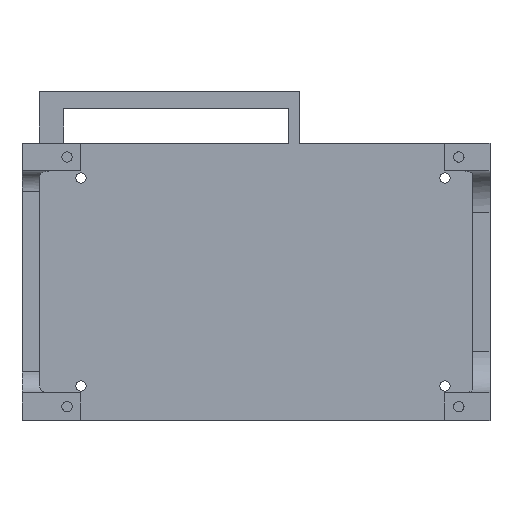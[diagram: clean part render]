
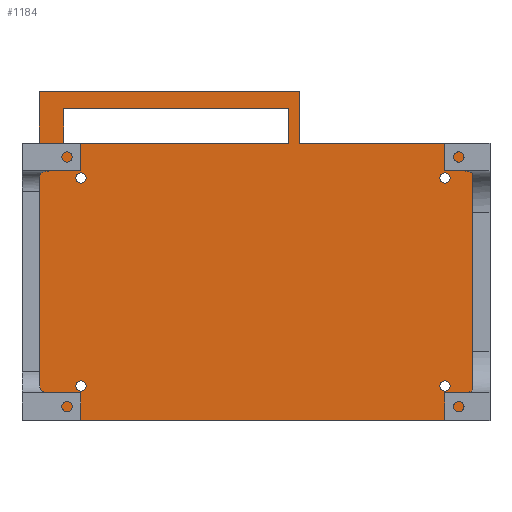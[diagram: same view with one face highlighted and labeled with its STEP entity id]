
A CAD part, top view. The second image highlights one B-rep face of the part: STEP entity #1184.
In plain terms, the highlighted planar face has unit normal (0, 0, 1).
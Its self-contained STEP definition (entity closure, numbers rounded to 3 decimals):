
#26=FACE_BOUND('',#167,.T.);
#27=FACE_BOUND('',#168,.T.);
#28=FACE_BOUND('',#169,.T.);
#29=FACE_BOUND('',#170,.T.);
#30=FACE_BOUND('',#171,.T.);
#54=PLANE('',#1275);
#96=FACE_OUTER_BOUND('',#166,.T.);
#166=EDGE_LOOP('',(#941,#942,#943,#944,#945,#946,#947));
#167=EDGE_LOOP('',(#948,#949,#950,#951));
#168=EDGE_LOOP('',(#952));
#169=EDGE_LOOP('',(#953));
#170=EDGE_LOOP('',(#954));
#171=EDGE_LOOP('',(#955));
#249=CIRCLE('',#1276,1.5);
#250=CIRCLE('',#1277,1.5);
#251=CIRCLE('',#1278,1.5);
#252=CIRCLE('',#1279,1.5);
#275=LINE('',#1718,#393);
#291=LINE('',#1769,#409);
#302=LINE('',#1837,#420);
#316=LINE('',#1920,#434);
#335=LINE('',#1965,#453);
#336=LINE('',#1967,#454);
#337=LINE('',#1968,#455);
#338=LINE('',#1971,#456);
#339=LINE('',#1973,#457);
#340=LINE('',#1975,#458);
#341=LINE('',#1976,#459);
#393=VECTOR('',#1355,10.);
#409=VECTOR('',#1395,10.);
#420=VECTOR('',#1420,10.);
#434=VECTOR('',#1464,10.);
#453=VECTOR('',#1505,10.);
#454=VECTOR('',#1506,10.);
#455=VECTOR('',#1507,10.);
#456=VECTOR('',#1508,10.);
#457=VECTOR('',#1509,10.);
#458=VECTOR('',#1510,10.);
#459=VECTOR('',#1511,10.);
#520=VERTEX_POINT('',#1715);
#521=VERTEX_POINT('',#1717);
#544=VERTEX_POINT('',#1767);
#557=VERTEX_POINT('',#1835);
#574=VERTEX_POINT('',#1919);
#589=VERTEX_POINT('',#1964);
#590=VERTEX_POINT('',#1966);
#591=VERTEX_POINT('',#1969);
#592=VERTEX_POINT('',#1970);
#593=VERTEX_POINT('',#1972);
#594=VERTEX_POINT('',#1974);
#595=VERTEX_POINT('',#1977);
#596=VERTEX_POINT('',#1979);
#597=VERTEX_POINT('',#1981);
#598=VERTEX_POINT('',#1983);
#635=EDGE_CURVE('',#520,#521,#275,.F.);
#661=EDGE_CURVE('',#520,#544,#291,.T.);
#678=EDGE_CURVE('',#544,#557,#302,.T.);
#703=EDGE_CURVE('',#521,#574,#316,.T.);
#726=EDGE_CURVE('',#589,#557,#335,.T.);
#727=EDGE_CURVE('',#589,#590,#336,.T.);
#728=EDGE_CURVE('',#574,#590,#337,.T.);
#729=EDGE_CURVE('',#591,#592,#338,.T.);
#730=EDGE_CURVE('',#592,#593,#339,.T.);
#731=EDGE_CURVE('',#593,#594,#340,.T.);
#732=EDGE_CURVE('',#594,#591,#341,.T.);
#733=EDGE_CURVE('',#595,#595,#249,.T.);
#734=EDGE_CURVE('',#596,#596,#250,.T.);
#735=EDGE_CURVE('',#597,#597,#251,.T.);
#736=EDGE_CURVE('',#598,#598,#252,.T.);
#941=ORIENTED_EDGE('',*,*,#635,.F.);
#942=ORIENTED_EDGE('',*,*,#661,.T.);
#943=ORIENTED_EDGE('',*,*,#678,.T.);
#944=ORIENTED_EDGE('',*,*,#726,.F.);
#945=ORIENTED_EDGE('',*,*,#727,.T.);
#946=ORIENTED_EDGE('',*,*,#728,.F.);
#947=ORIENTED_EDGE('',*,*,#703,.F.);
#948=ORIENTED_EDGE('',*,*,#729,.T.);
#949=ORIENTED_EDGE('',*,*,#730,.T.);
#950=ORIENTED_EDGE('',*,*,#731,.T.);
#951=ORIENTED_EDGE('',*,*,#732,.T.);
#952=ORIENTED_EDGE('',*,*,#733,.T.);
#953=ORIENTED_EDGE('',*,*,#734,.T.);
#954=ORIENTED_EDGE('',*,*,#735,.T.);
#955=ORIENTED_EDGE('',*,*,#736,.T.);
#1184=ADVANCED_FACE('',(#96,#26,#27,#28,#29,#30),#54,.T.);
#1275=AXIS2_PLACEMENT_3D('',#1963,#1503,#1504);
#1276=AXIS2_PLACEMENT_3D('',#1978,#1512,#1513);
#1277=AXIS2_PLACEMENT_3D('',#1980,#1514,#1515);
#1278=AXIS2_PLACEMENT_3D('',#1982,#1516,#1517);
#1279=AXIS2_PLACEMENT_3D('',#1984,#1518,#1519);
#1355=DIRECTION('',(0.,-1.,0.));
#1395=DIRECTION('',(1.,0.,0.));
#1420=DIRECTION('',(0.,1.,0.));
#1464=DIRECTION('',(0.,1.,0.));
#1503=DIRECTION('center_axis',(0.,0.,1.));
#1504=DIRECTION('ref_axis',(0.,-1.,0.));
#1505=DIRECTION('',(1.,0.,0.));
#1506=DIRECTION('',(0.,1.,0.));
#1507=DIRECTION('',(1.,0.,0.));
#1508=DIRECTION('',(0.,-1.,0.));
#1509=DIRECTION('',(-1.,0.,0.));
#1510=DIRECTION('',(0.,1.,0.));
#1511=DIRECTION('',(1.,0.,0.));
#1512=DIRECTION('center_axis',(0.,0.,-1.));
#1513=DIRECTION('ref_axis',(1.,0.,0.));
#1514=DIRECTION('center_axis',(0.,0.,-1.));
#1515=DIRECTION('ref_axis',(1.,0.,0.));
#1516=DIRECTION('center_axis',(0.,0.,-1.));
#1517=DIRECTION('ref_axis',(1.,0.,0.));
#1518=DIRECTION('center_axis',(0.,0.,-1.));
#1519=DIRECTION('ref_axis',(1.,0.,0.));
#1715=CARTESIAN_POINT('',(-77.,-40.,-31.416));
#1717=CARTESIAN_POINT('',(-77.,40.,-31.416));
#1718=CARTESIAN_POINT('',(-77.,40.,-31.416));
#1767=CARTESIAN_POINT('',(48.,-40.,-31.416));
#1769=CARTESIAN_POINT('',(-73.,-40.,-31.416));
#1835=CARTESIAN_POINT('',(48.,40.,-31.416));
#1837=CARTESIAN_POINT('',(48.,4.,-31.416));
#1919=CARTESIAN_POINT('',(-77.,55.,-31.416));
#1920=CARTESIAN_POINT('',(-77.,40.,-31.416));
#1963=CARTESIAN_POINT('Origin',(-73.,40.,-31.416));
#1964=CARTESIAN_POINT('',(-2.,40.,-31.416));
#1965=CARTESIAN_POINT('',(-73.,40.,-31.416));
#1966=CARTESIAN_POINT('',(-2.,55.,-31.416));
#1967=CARTESIAN_POINT('',(-2.,40.,-31.416));
#1968=CARTESIAN_POINT('',(-77.,55.,-31.416));
#1969=CARTESIAN_POINT('',(-5.,50.,-31.416));
#1970=CARTESIAN_POINT('',(-5.,40.,-31.416));
#1971=CARTESIAN_POINT('',(-5.,45.,-31.416));
#1972=CARTESIAN_POINT('',(-70.,40.,-31.416));
#1973=CARTESIAN_POINT('',(-39.,40.,-31.416));
#1974=CARTESIAN_POINT('',(-70.,50.,-31.416));
#1975=CARTESIAN_POINT('',(-70.,40.,-31.416));
#1976=CARTESIAN_POINT('',(-71.5,50.,-31.416));
#1977=CARTESIAN_POINT('',(38.5,-30.,-31.416));
#1978=CARTESIAN_POINT('Origin',(40.,-30.,-31.416));
#1979=CARTESIAN_POINT('',(38.5,30.,-31.416));
#1980=CARTESIAN_POINT('Origin',(40.,30.,-31.416));
#1981=CARTESIAN_POINT('',(-66.5,-30.,-31.416));
#1982=CARTESIAN_POINT('Origin',(-65.,-30.,-31.416));
#1983=CARTESIAN_POINT('',(-66.5,30.,-31.416));
#1984=CARTESIAN_POINT('Origin',(-65.,30.,-31.416));
